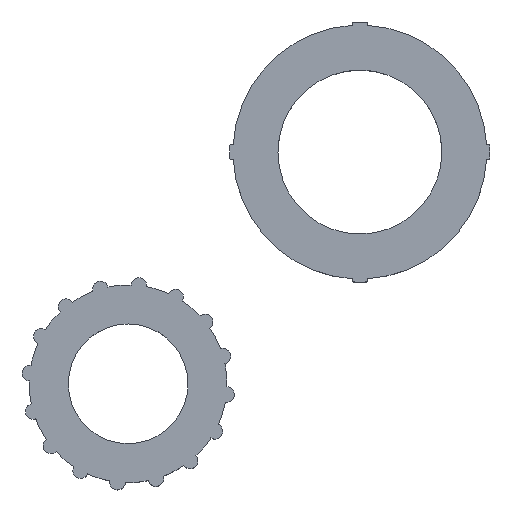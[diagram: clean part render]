
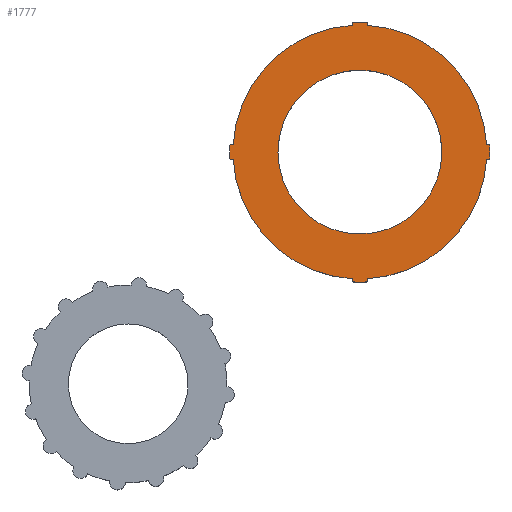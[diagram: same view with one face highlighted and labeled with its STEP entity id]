
A CAD part, top view. The second image highlights one B-rep face of the part: STEP entity #1777.
In plain terms, the highlighted planar face has unit normal (0, 0, 1).
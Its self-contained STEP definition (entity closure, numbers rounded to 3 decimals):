
#29=FACE_BOUND('',#210,.T.);
#47=PLANE('',#1922);
#101=FACE_OUTER_BOUND('',#209,.T.);
#209=EDGE_LOOP('',(#1344,#1345,#1346,#1347,#1348,#1349,#1350,#1351,#1352,
#1353,#1354,#1355,#1356,#1357,#1358,#1359));
#210=EDGE_LOOP('',(#1360));
#279=CIRCLE('',#1886,15.75);
#281=CIRCLE('',#1891,25.);
#283=CIRCLE('',#1895,24.4);
#285=CIRCLE('',#1899,25.);
#287=CIRCLE('',#1903,24.4);
#289=CIRCLE('',#1907,25.);
#291=CIRCLE('',#1911,24.4);
#293=CIRCLE('',#1915,25.);
#295=CIRCLE('',#1919,24.4);
#465=LINE('',#5860,#561);
#470=LINE('',#5874,#566);
#474=LINE('',#5886,#570);
#478=LINE('',#5898,#574);
#482=LINE('',#5910,#578);
#486=LINE('',#5922,#582);
#490=LINE('',#5934,#586);
#494=LINE('',#5946,#590);
#561=VECTOR('',#2157,10.);
#566=VECTOR('',#2170,10.);
#570=VECTOR('',#2182,10.);
#574=VECTOR('',#2194,10.);
#578=VECTOR('',#2206,10.);
#582=VECTOR('',#2218,10.);
#586=VECTOR('',#2230,10.);
#590=VECTOR('',#2242,10.);
#691=VERTEX_POINT('',#5850);
#693=VERTEX_POINT('',#5858);
#694=VERTEX_POINT('',#5859);
#697=VERTEX_POINT('',#5867);
#699=VERTEX_POINT('',#5873);
#701=VERTEX_POINT('',#5879);
#703=VERTEX_POINT('',#5885);
#705=VERTEX_POINT('',#5891);
#707=VERTEX_POINT('',#5897);
#709=VERTEX_POINT('',#5903);
#711=VERTEX_POINT('',#5909);
#713=VERTEX_POINT('',#5915);
#715=VERTEX_POINT('',#5921);
#717=VERTEX_POINT('',#5927);
#719=VERTEX_POINT('',#5933);
#721=VERTEX_POINT('',#5939);
#723=VERTEX_POINT('',#5945);
#902=EDGE_CURVE('',#691,#691,#279,.T.);
#905=EDGE_CURVE('',#693,#694,#465,.T.);
#909=EDGE_CURVE('',#697,#694,#281,.T.);
#912=EDGE_CURVE('',#697,#699,#470,.T.);
#915=EDGE_CURVE('',#701,#699,#283,.T.);
#918=EDGE_CURVE('',#701,#703,#474,.T.);
#921=EDGE_CURVE('',#705,#703,#285,.T.);
#924=EDGE_CURVE('',#707,#705,#478,.T.);
#927=EDGE_CURVE('',#709,#707,#287,.T.);
#930=EDGE_CURVE('',#709,#711,#482,.T.);
#933=EDGE_CURVE('',#713,#711,#289,.T.);
#936=EDGE_CURVE('',#713,#715,#486,.T.);
#939=EDGE_CURVE('',#717,#715,#291,.T.);
#942=EDGE_CURVE('',#719,#717,#490,.T.);
#945=EDGE_CURVE('',#721,#719,#293,.T.);
#948=EDGE_CURVE('',#723,#721,#494,.T.);
#951=EDGE_CURVE('',#693,#723,#295,.T.);
#1344=ORIENTED_EDGE('',*,*,#951,.F.);
#1345=ORIENTED_EDGE('',*,*,#905,.T.);
#1346=ORIENTED_EDGE('',*,*,#909,.F.);
#1347=ORIENTED_EDGE('',*,*,#912,.T.);
#1348=ORIENTED_EDGE('',*,*,#915,.F.);
#1349=ORIENTED_EDGE('',*,*,#918,.T.);
#1350=ORIENTED_EDGE('',*,*,#921,.F.);
#1351=ORIENTED_EDGE('',*,*,#924,.F.);
#1352=ORIENTED_EDGE('',*,*,#927,.F.);
#1353=ORIENTED_EDGE('',*,*,#930,.T.);
#1354=ORIENTED_EDGE('',*,*,#933,.F.);
#1355=ORIENTED_EDGE('',*,*,#936,.T.);
#1356=ORIENTED_EDGE('',*,*,#939,.F.);
#1357=ORIENTED_EDGE('',*,*,#942,.F.);
#1358=ORIENTED_EDGE('',*,*,#945,.F.);
#1359=ORIENTED_EDGE('',*,*,#948,.F.);
#1360=ORIENTED_EDGE('',*,*,#902,.F.);
#1777=ADVANCED_FACE('',(#101,#29),#47,.F.);
#1886=AXIS2_PLACEMENT_3D('',#5852,#2148,#2149);
#1891=AXIS2_PLACEMENT_3D('',#5868,#2163,#2164);
#1895=AXIS2_PLACEMENT_3D('',#5880,#2175,#2176);
#1899=AXIS2_PLACEMENT_3D('',#5892,#2187,#2188);
#1903=AXIS2_PLACEMENT_3D('',#5904,#2199,#2200);
#1907=AXIS2_PLACEMENT_3D('',#5916,#2211,#2212);
#1911=AXIS2_PLACEMENT_3D('',#5928,#2223,#2224);
#1915=AXIS2_PLACEMENT_3D('',#5940,#2235,#2236);
#1919=AXIS2_PLACEMENT_3D('',#5951,#2247,#2248);
#1922=AXIS2_PLACEMENT_3D('',#5954,#2253,#2254);
#2148=DIRECTION('center_axis',(0.,0.,1.));
#2149=DIRECTION('ref_axis',(-1.,0.,0.));
#2157=DIRECTION('',(0.,-1.,0.));
#2163=DIRECTION('center_axis',(0.,0.,-1.));
#2164=DIRECTION('ref_axis',(-1.,0.,0.));
#2170=DIRECTION('',(0.,1.,0.));
#2175=DIRECTION('center_axis',(0.,0.,-1.));
#2176=DIRECTION('ref_axis',(0.998,-0.057,0.));
#2182=DIRECTION('',(1.,-0.02,0.));
#2187=DIRECTION('center_axis',(0.,0.,-1.));
#2188=DIRECTION('ref_axis',(-1.,0.,0.));
#2194=DIRECTION('',(1.,0.,0.));
#2199=DIRECTION('center_axis',(0.,0.,-1.));
#2200=DIRECTION('ref_axis',(-1.,0.,0.));
#2206=DIRECTION('',(0.,1.,0.));
#2211=DIRECTION('center_axis',(0.,0.,-1.));
#2212=DIRECTION('ref_axis',(-1.,0.,0.));
#2218=DIRECTION('',(0.,-1.,0.));
#2223=DIRECTION('center_axis',(0.,0.,-1.));
#2224=DIRECTION('ref_axis',(-1.,0.,0.));
#2230=DIRECTION('',(1.,0.,0.));
#2235=DIRECTION('center_axis',(0.,0.,-1.));
#2236=DIRECTION('ref_axis',(-1.,0.,0.));
#2242=DIRECTION('',(-1.,0.,0.));
#2247=DIRECTION('center_axis',(0.,0.,-1.));
#2248=DIRECTION('ref_axis',(-1.,0.,0.));
#2253=DIRECTION('center_axis',(0.,0.,-1.));
#2254=DIRECTION('ref_axis',(-1.,0.,0.));
#5850=CARTESIAN_POINT('',(15.75,0.,12.));
#5852=CARTESIAN_POINT('Origin',(0.,0.,
12.));
#5858=CARTESIAN_POINT('',(-1.5,-24.354,12.));
#5859=CARTESIAN_POINT('',(-1.5,-24.955,12.));
#5860=CARTESIAN_POINT('',(-1.5,-24.354,12.));
#5867=CARTESIAN_POINT('',(1.5,-24.955,12.));
#5868=CARTESIAN_POINT('Origin',(0.,0.,12.));
#5873=CARTESIAN_POINT('',(1.5,-24.354,12.));
#5874=CARTESIAN_POINT('',(1.5,-24.955,12.));
#5879=CARTESIAN_POINT('',(24.36,-1.4,12.));
#5880=CARTESIAN_POINT('Origin',(0.,0.,12.));
#5885=CARTESIAN_POINT('',(24.96,-1.412,12.));
#5886=CARTESIAN_POINT('',(24.36,-1.4,12.));
#5891=CARTESIAN_POINT('',(24.961,1.4,12.));
#5892=CARTESIAN_POINT('Origin',(0.,0.,12.));
#5897=CARTESIAN_POINT('',(24.36,1.4,12.));
#5898=CARTESIAN_POINT('',(24.36,1.4,12.));
#5903=CARTESIAN_POINT('',(1.5,24.354,12.));
#5904=CARTESIAN_POINT('Origin',(0.,0.,12.));
#5909=CARTESIAN_POINT('',(1.5,24.955,12.));
#5910=CARTESIAN_POINT('',(1.5,24.354,12.));
#5915=CARTESIAN_POINT('',(-1.5,24.955,12.));
#5916=CARTESIAN_POINT('Origin',(0.,0.,12.));
#5921=CARTESIAN_POINT('',(-1.5,24.354,12.));
#5922=CARTESIAN_POINT('',(-1.5,24.955,12.));
#5927=CARTESIAN_POINT('',(-24.36,1.4,12.));
#5928=CARTESIAN_POINT('Origin',(0.,0.,12.));
#5933=CARTESIAN_POINT('',(-24.961,1.4,12.));
#5934=CARTESIAN_POINT('',(-24.961,1.4,12.));
#5939=CARTESIAN_POINT('',(-24.961,-1.4,12.));
#5940=CARTESIAN_POINT('Origin',(0.,0.,12.));
#5945=CARTESIAN_POINT('',(-24.36,-1.4,12.));
#5946=CARTESIAN_POINT('',(-24.36,-1.4,12.));
#5951=CARTESIAN_POINT('Origin',(0.,0.,12.));
#5954=CARTESIAN_POINT('Origin',(0.,0.,12.));
